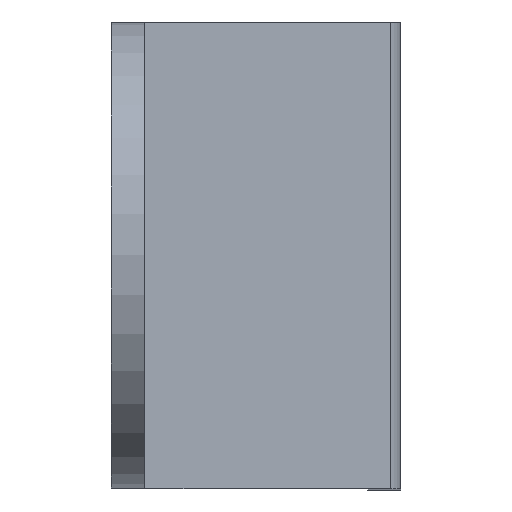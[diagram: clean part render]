
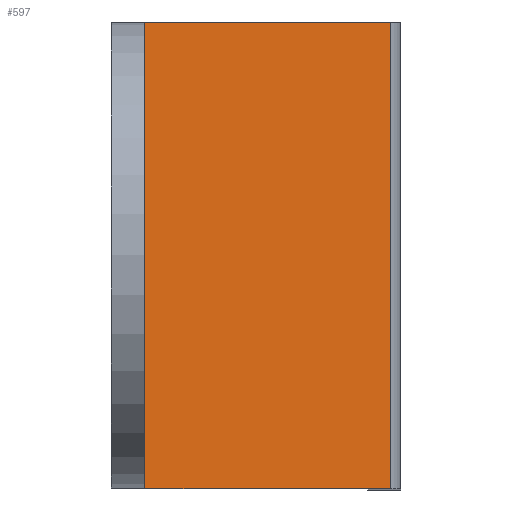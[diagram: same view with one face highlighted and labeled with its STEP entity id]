
A CAD part, top view. The second image highlights one B-rep face of the part: STEP entity #597.
In plain terms, the highlighted planar face has unit normal (0.707, 0, 0.707).
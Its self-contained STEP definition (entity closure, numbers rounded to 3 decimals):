
#44=PLANE('',#675);
#75=FACE_OUTER_BOUND('',#128,.T.);
#128=EDGE_LOOP('',(#498,#499,#500,#501));
#175=LINE('',#1002,#219);
#176=LINE('',#1005,#220);
#177=LINE('',#1007,#221);
#178=LINE('',#1008,#222);
#219=VECTOR('',#825,10.);
#220=VECTOR('',#828,10.);
#221=VECTOR('',#829,10.);
#222=VECTOR('',#830,10.);
#309=VERTEX_POINT('',#995);
#312=VERTEX_POINT('',#1000);
#313=VERTEX_POINT('',#1004);
#314=VERTEX_POINT('',#1006);
#377=EDGE_CURVE('',#312,#309,#175,.T.);
#378=EDGE_CURVE('',#312,#313,#176,.T.);
#379=EDGE_CURVE('',#314,#313,#177,.T.);
#380=EDGE_CURVE('',#309,#314,#178,.T.);
#498=ORIENTED_EDGE('',*,*,#377,.F.);
#499=ORIENTED_EDGE('',*,*,#378,.T.);
#500=ORIENTED_EDGE('',*,*,#379,.F.);
#501=ORIENTED_EDGE('',*,*,#380,.F.);
#597=ADVANCED_FACE('',(#75),#44,.T.);
#675=AXIS2_PLACEMENT_3D('',#1003,#826,#827);
#825=DIRECTION('',(0.,1.,0.));
#826=DIRECTION('center_axis',(0.707,0.,0.707));
#827=DIRECTION('ref_axis',(0.707,0.,-0.707));
#828=DIRECTION('',(0.707,0.,-0.707));
#829=DIRECTION('',(0.,-1.,0.));
#830=DIRECTION('',(0.707,0.,-0.707));
#995=CARTESIAN_POINT('',(2.529,35.,-21.494));
#1000=CARTESIAN_POINT('',(2.529,0.,-21.494));
#1002=CARTESIAN_POINT('',(2.529,0.,-21.494));
#1003=CARTESIAN_POINT('Origin',(1.768,0.,-20.732));
#1004=CARTESIAN_POINT('',(20.988,0.,-39.953));
#1005=CARTESIAN_POINT('',(1.768,0.,-20.732));
#1006=CARTESIAN_POINT('',(20.988,35.,-39.953));
#1007=CARTESIAN_POINT('',(20.988,0.,-39.953));
#1008=CARTESIAN_POINT('',(1.768,35.,-20.732));
